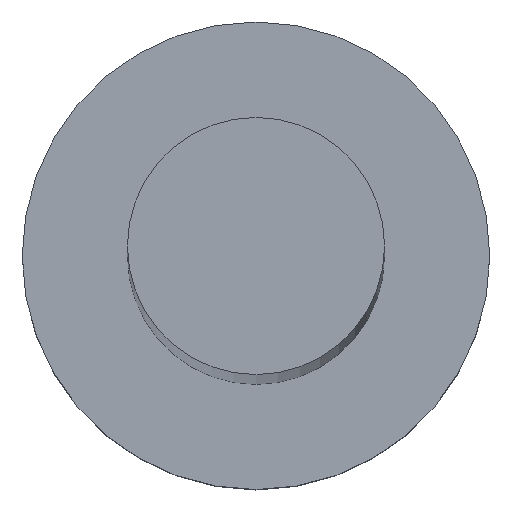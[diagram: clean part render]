
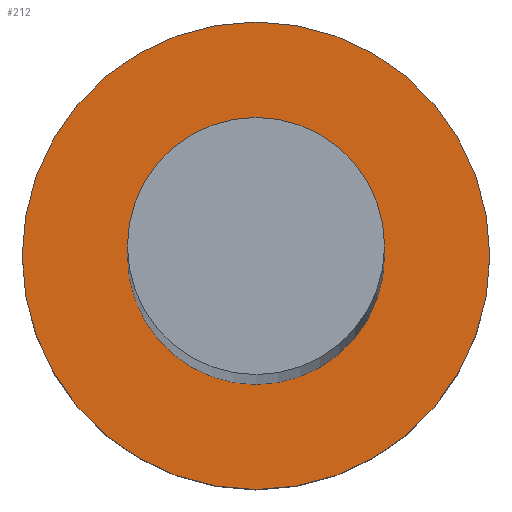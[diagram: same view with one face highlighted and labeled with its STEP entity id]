
A CAD part, top view. The second image highlights one B-rep face of the part: STEP entity #212.
In plain terms, the highlighted planar face has unit normal (0, 0, 1).
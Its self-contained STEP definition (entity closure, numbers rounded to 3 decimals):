
#6 = EDGE_CURVE ( 'NONE', #192, #234, #202, .T. ) ;
#14 = EDGE_CURVE ( 'NONE', #106, #173, #86, .T. ) ;
#16 = AXIS2_PLACEMENT_3D ( 'NONE', #196, #194, #224 ) ;
#19 = EDGE_LOOP ( 'NONE', ( #213, #40 ) ) ;
#28 = AXIS2_PLACEMENT_3D ( 'NONE', #129, #108, #109 ) ;
#39 = ORIENTED_EDGE ( 'NONE', *, *, #50, .F. ) ;
#40 = ORIENTED_EDGE ( 'NONE', *, *, #226, .T. ) ;
#44 = DIRECTION ( 'NONE',  ( 1., 0., 0. ) ) ;
#46 = AXIS2_PLACEMENT_3D ( 'NONE', #167, #147, #254 ) ;
#48 = CARTESIAN_POINT ( 'NONE',  ( 5., 0., 5. ) ) ;
#49 = CARTESIAN_POINT ( 'NONE',  ( -5., 0., 5. ) ) ;
#50 = EDGE_CURVE ( 'NONE', #234, #192, #174, .T. ) ;
#57 = EDGE_LOOP ( 'NONE', ( #150, #39 ) ) ;
#86 = CIRCLE ( 'NONE', #46, 5. ) ;
#106 = VERTEX_POINT ( 'NONE', #49 ) ;
#107 = CARTESIAN_POINT ( 'NONE',  ( 0., 0., 5. ) ) ;
#108 = DIRECTION ( 'NONE',  ( 0., 0., 1. ) ) ;
#109 = DIRECTION ( 'NONE',  ( 1., 0., 0. ) ) ;
#112 = PLANE ( 'NONE',  #16 ) ;
#113 = CARTESIAN_POINT ( 'NONE',  ( 2.75, 0., 5. ) ) ;
#115 = CARTESIAN_POINT ( 'NONE',  ( 0., 0., 5. ) ) ;
#125 = DIRECTION ( 'NONE',  ( 1., 0., 0. ) ) ;
#129 = CARTESIAN_POINT ( 'NONE',  ( 0., 0., 5. ) ) ;
#142 = AXIS2_PLACEMENT_3D ( 'NONE', #115, #178, #44 ) ;
#147 = DIRECTION ( 'NONE',  ( 0., 0., 1. ) ) ;
#148 = DIRECTION ( 'NONE',  ( 0., 0., 1. ) ) ;
#150 = ORIENTED_EDGE ( 'NONE', *, *, #6, .F. ) ;
#167 = CARTESIAN_POINT ( 'NONE',  ( 0., 0., 5. ) ) ;
#173 = VERTEX_POINT ( 'NONE', #48 ) ;
#174 = CIRCLE ( 'NONE', #209, 2.75 ) ;
#177 = FACE_BOUND ( 'NONE', #57, .T. ) ;
#178 = DIRECTION ( 'NONE',  ( 0., 0., 1. ) ) ;
#192 = VERTEX_POINT ( 'NONE', #241 ) ;
#194 = DIRECTION ( 'NONE',  ( 0., 0., 1. ) ) ;
#196 = CARTESIAN_POINT ( 'NONE',  ( 0., 0., 5. ) ) ;
#202 = CIRCLE ( 'NONE', #28, 2.75 ) ;
#209 = AXIS2_PLACEMENT_3D ( 'NONE', #107, #148, #125 ) ;
#212 = ADVANCED_FACE ( 'NONE', ( #177, #242 ), #112, .T. ) ;
#213 = ORIENTED_EDGE ( 'NONE', *, *, #14, .T. ) ;
#224 = DIRECTION ( 'NONE',  ( 1., 0., 0. ) ) ;
#226 = EDGE_CURVE ( 'NONE', #173, #106, #231, .T. ) ;
#231 = CIRCLE ( 'NONE', #142, 5. ) ;
#234 = VERTEX_POINT ( 'NONE', #113 ) ;
#241 = CARTESIAN_POINT ( 'NONE',  ( -2.75, 0., 5. ) ) ;
#242 = FACE_OUTER_BOUND ( 'NONE', #19, .T. ) ;
#254 = DIRECTION ( 'NONE',  ( 1., 0., 0. ) ) ;
